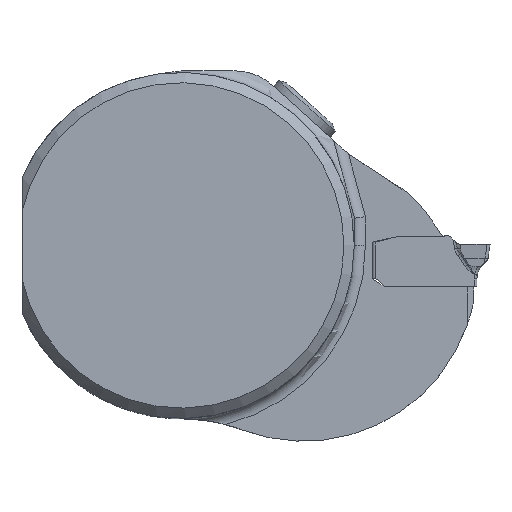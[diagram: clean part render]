
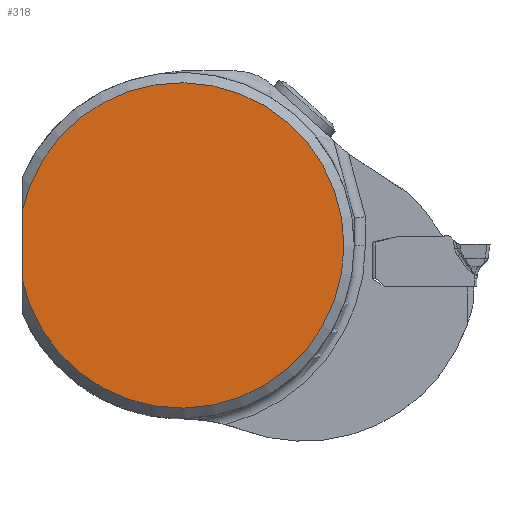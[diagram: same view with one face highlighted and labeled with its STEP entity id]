
A CAD part, top view. The second image highlights one B-rep face of the part: STEP entity #318.
In plain terms, the highlighted planar face has unit normal (0, 0, 1).
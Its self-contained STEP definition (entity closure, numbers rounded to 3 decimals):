
#186=FACE_OUTER_BOUND('',#586,.T.);
#318=ADVANCED_FACE('',(#186),#452,.F.);
#452=PLANE('',#2582);
#516=CIRCLE('',#2581,11.75);
#586=EDGE_LOOP('',(#898,#899));
#898=ORIENTED_EDGE('',*,*,#1848,.F.);
#899=ORIENTED_EDGE('',*,*,#1849,.T.);
#1612=VERTEX_POINT('',#3521);
#1613=VERTEX_POINT('',#3522);
#1848=EDGE_CURVE('',#1612,#1613,#2192,.T.);
#1849=EDGE_CURVE('',#1612,#1613,#516,.T.);
#2192=LINE('',#3520,#2354);
#2354=VECTOR('',#2850,1.);
#2581=AXIS2_PLACEMENT_3D('',#3523,#2851,#2852);
#2582=AXIS2_PLACEMENT_3D('',#3524,#2853,#2854);
#2850=DIRECTION('',(0.,1.,0.));
#2851=DIRECTION('',(0.,0.,1.));
#2852=DIRECTION('',(1.,0.,0.));
#2853=DIRECTION('',(0.,0.,-1.));
#2854=DIRECTION('',(1.,0.,0.));
#3520=CARTESIAN_POINT('',(-11.5,0.,0.3));
#3521=CARTESIAN_POINT('',(-11.5,-2.411,0.3));
#3522=CARTESIAN_POINT('',(-11.5,2.411,0.3));
#3523=CARTESIAN_POINT('',(0.,0.,0.3));
#3524=CARTESIAN_POINT('',(0.,0.,0.3));
